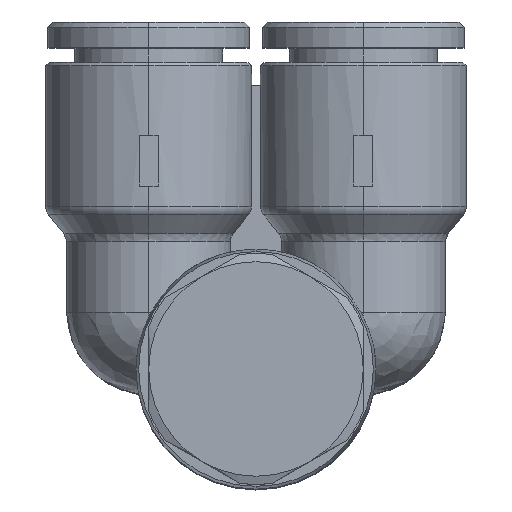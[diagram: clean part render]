
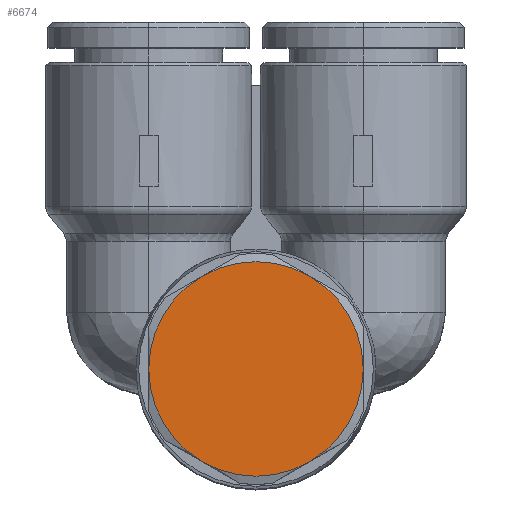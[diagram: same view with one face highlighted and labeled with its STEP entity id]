
A CAD part, top view. The second image highlights one B-rep face of the part: STEP entity #6674.
In plain terms, the highlighted planar face has unit normal (0, 0, 1).
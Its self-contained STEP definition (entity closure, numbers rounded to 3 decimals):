
#6044=CARTESIAN_POINT('',(3.5,0.0,11.3));
#6045=VERTEX_POINT('',#6044);
#6068=CARTESIAN_POINT('',(10.861,4.25,11.3));
#6069=VERTEX_POINT('',#6068);
#6083=CARTESIAN_POINT('',(3.5,8.5,11.3));
#6084=DIRECTION('',(0.0,0.0,1.0));
#6085=DIRECTION('',(0.0,1.0,0.0));
#6086=AXIS2_PLACEMENT_3D('',#6083,#6084,#6085);
#6087=CIRCLE('',#6086,8.5);
#6088=EDGE_CURVE('',#6045,#6069,#6087,.T.);
#6098=CARTESIAN_POINT('',(10.861,12.75,11.3));
#6099=VERTEX_POINT('',#6098);
#6115=CARTESIAN_POINT('',(3.5,8.5,11.3));
#6116=DIRECTION('',(0.0,0.0,1.0));
#6117=DIRECTION('',(0.0,1.0,0.0));
#6118=AXIS2_PLACEMENT_3D('',#6115,#6116,#6117);
#6119=CIRCLE('',#6118,8.5);
#6120=EDGE_CURVE('',#6069,#6099,#6119,.T.);
#6154=CARTESIAN_POINT('',(-3.861,4.25,11.3));
#6155=VERTEX_POINT('',#6154);
#6191=CARTESIAN_POINT('',(3.5,8.5,11.3));
#6192=DIRECTION('',(0.0,0.0,1.0));
#6193=DIRECTION('',(0.0,1.0,0.0));
#6194=AXIS2_PLACEMENT_3D('',#6191,#6192,#6193);
#6195=CIRCLE('',#6194,8.5);
#6196=EDGE_CURVE('',#6155,#6045,#6195,.T.);
#6208=CARTESIAN_POINT('',(-3.861,12.75,11.3));
#6209=VERTEX_POINT('',#6208);
#6245=CARTESIAN_POINT('',(3.5,8.5,11.3));
#6246=DIRECTION('',(0.0,0.0,1.0));
#6247=DIRECTION('',(0.0,1.0,0.0));
#6248=AXIS2_PLACEMENT_3D('',#6245,#6246,#6247);
#6249=CIRCLE('',#6248,8.5);
#6250=EDGE_CURVE('',#6209,#6155,#6249,.T.);
#6260=CARTESIAN_POINT('',(3.5,17.0,11.3));
#6261=VERTEX_POINT('',#6260);
#6277=CARTESIAN_POINT('',(3.5,8.5,11.3));
#6278=DIRECTION('',(0.0,0.0,1.0));
#6279=DIRECTION('',(0.0,1.0,0.0));
#6280=AXIS2_PLACEMENT_3D('',#6277,#6278,#6279);
#6281=CIRCLE('',#6280,8.5);
#6282=EDGE_CURVE('',#6099,#6261,#6281,.T.);
#6351=CARTESIAN_POINT('',(3.5,8.5,11.3));
#6352=DIRECTION('',(0.0,0.0,1.0));
#6353=DIRECTION('',(0.0,1.0,0.0));
#6354=AXIS2_PLACEMENT_3D('',#6351,#6352,#6353);
#6355=CIRCLE('',#6354,8.5);
#6356=EDGE_CURVE('',#6261,#6209,#6355,.T.);
#6661=CARTESIAN_POINT('',(3.5,8.5,11.3));
#6662=DIRECTION('',(0.0,0.0,-1.0));
#6663=DIRECTION('',(0.0,-1.0,0.0));
#6664=AXIS2_PLACEMENT_3D('',#6661,#6662,#6663);
#6665=PLANE('',#6664);
#6666=ORIENTED_EDGE('',*,*,#6120,.T.);
#6667=ORIENTED_EDGE('',*,*,#6282,.T.);
#6668=ORIENTED_EDGE('',*,*,#6356,.T.);
#6669=ORIENTED_EDGE('',*,*,#6250,.T.);
#6670=ORIENTED_EDGE('',*,*,#6196,.T.);
#6671=ORIENTED_EDGE('',*,*,#6088,.T.);
#6672=EDGE_LOOP('',(#6666,#6667,#6668,#6669,#6670,#6671));
#6673=FACE_OUTER_BOUND('',#6672,.T.);
#6674=ADVANCED_FACE('',(#6673),#6665,.F.);
